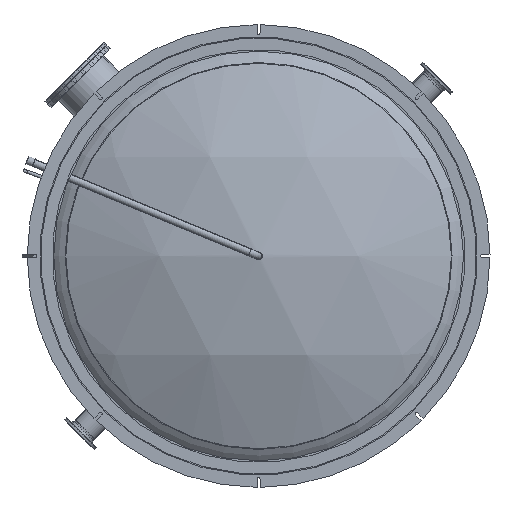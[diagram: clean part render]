
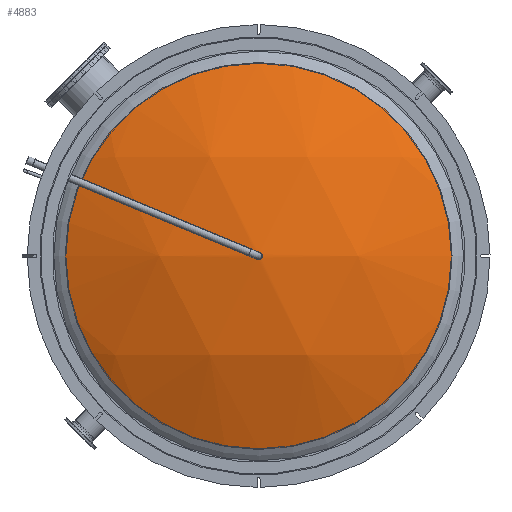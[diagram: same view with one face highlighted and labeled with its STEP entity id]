
A CAD part, front view. The second image highlights one B-rep face of the part: STEP entity #4883.
In plain terms, the highlighted spherical face has radius 3513 mm.
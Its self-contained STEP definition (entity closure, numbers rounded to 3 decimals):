
#410=FACE_BOUND('',#882,.T.);
#591=SPHERICAL_SURFACE('',#5697,3513.);
#613=FACE_OUTER_BOUND('',#881,.T.);
#881=EDGE_LOOP('',(#3382,#3383));
#882=EDGE_LOOP('',(#3384));
#1891=CIRCLE('',#5688,30.15);
#1893=CIRCLE('',#5691,1546.835);
#1894=CIRCLE('',#5692,1546.835);
#2214=VERTEX_POINT('',#7948);
#2216=VERTEX_POINT('',#7954);
#2217=VERTEX_POINT('',#7955);
#2682=EDGE_CURVE('',#2214,#2214,#1891,.T.);
#2685=EDGE_CURVE('',#2216,#2217,#1893,.T.);
#2686=EDGE_CURVE('',#2217,#2216,#1894,.T.);
#3382=ORIENTED_EDGE('',*,*,#2685,.T.);
#3383=ORIENTED_EDGE('',*,*,#2686,.T.);
#3384=ORIENTED_EDGE('',*,*,#2682,.T.);
#4883=ADVANCED_FACE('',(#613,#410),#591,.T.);
#5688=AXIS2_PLACEMENT_3D('',#7949,#6375,#6376);
#5691=AXIS2_PLACEMENT_3D('',#7956,#6382,#6383);
#5692=AXIS2_PLACEMENT_3D('',#7957,#6384,#6385);
#5697=AXIS2_PLACEMENT_3D('',#7965,#6394,#6395);
#6375=DIRECTION('center_axis',(0.,-1.,0.));
#6376=DIRECTION('ref_axis',(1.,0.,0.));
#6382=DIRECTION('center_axis',(0.,1.,0.));
#6383=DIRECTION('ref_axis',(-1.,0.,0.));
#6384=DIRECTION('center_axis',(0.,1.,0.));
#6385=DIRECTION('ref_axis',(-1.,0.,0.));
#6394=DIRECTION('center_axis',(0.,0.,1.));
#6395=DIRECTION('ref_axis',(1.,0.,0.));
#7948=CARTESIAN_POINT('',(-30.15,736.206,0.));
#7949=CARTESIAN_POINT('Origin',(0.,736.206,0.));
#7954=CARTESIAN_POINT('',(-1546.835,377.454,0.));
#7955=CARTESIAN_POINT('',(0.,377.454,-1546.835));
#7956=CARTESIAN_POINT('Origin',(0.,377.454,
0.));
#7957=CARTESIAN_POINT('Origin',(0.,377.454,
0.));
#7965=CARTESIAN_POINT('Origin',(0.,-2776.665,0.));
